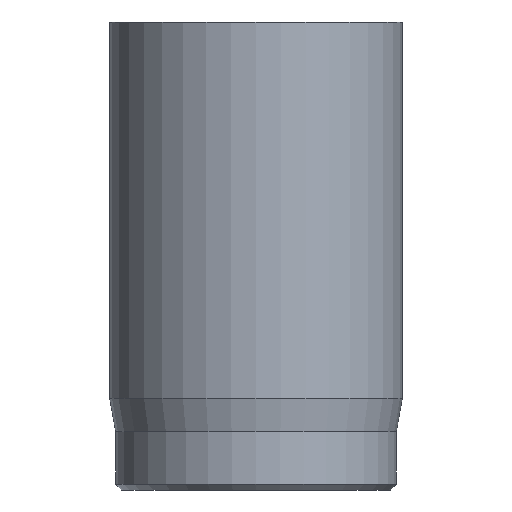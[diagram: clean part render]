
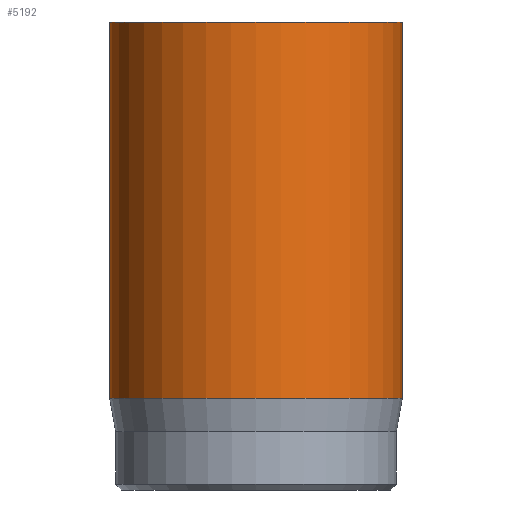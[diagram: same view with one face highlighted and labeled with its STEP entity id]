
A CAD part, front view. The second image highlights one B-rep face of the part: STEP entity #5192.
In plain terms, the highlighted cylindrical face has radius 2.5 mm (diameter 5 mm), a full revolution.
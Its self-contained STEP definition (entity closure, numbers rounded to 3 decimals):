
#31=CYLINDRICAL_SURFACE('',#5400,2.5);
#44=CIRCLE('',#5376,2.5);
#55=CIRCLE('',#5398,2.5);
#56=CIRCLE('',#5399,2.5);
#807=FACE_OUTER_BOUND('',#1108,.T.);
#1108=EDGE_LOOP('',(#4705,#4706,#4707,#4708,#4709));
#1534=LINE('',#9637,#1971);
#1971=VECTOR('',#6085,2.5);
#2473=VERTEX_POINT('',#9593);
#2484=VERTEX_POINT('',#9631);
#2485=VERTEX_POINT('',#9632);
#3217=EDGE_CURVE('',#2473,#2473,#44,.T.);
#3233=EDGE_CURVE('',#2484,#2485,#55,.T.);
#3234=EDGE_CURVE('',#2485,#2484,#56,.T.);
#3236=EDGE_CURVE('',#2473,#2484,#1534,.T.);
#4705=ORIENTED_EDGE('',*,*,#3217,.T.);
#4706=ORIENTED_EDGE('',*,*,#3236,.T.);
#4707=ORIENTED_EDGE('',*,*,#3233,.T.);
#4708=ORIENTED_EDGE('',*,*,#3234,.T.);
#4709=ORIENTED_EDGE('',*,*,#3236,.F.);
#5192=ADVANCED_FACE('',(#807),#31,.T.);
#5376=AXIS2_PLACEMENT_3D('',#9594,#6029,#6030);
#5398=AXIS2_PLACEMENT_3D('',#9633,#6078,#6079);
#5399=AXIS2_PLACEMENT_3D('',#9634,#6080,#6081);
#5400=AXIS2_PLACEMENT_3D('',#9636,#6083,#6084);
#6029=DIRECTION('center_axis',(0.,0.,-1.));
#6030=DIRECTION('ref_axis',(-1.,0.,0.));
#6078=DIRECTION('center_axis',(0.,0.,1.));
#6079=DIRECTION('ref_axis',(-1.,0.,0.));
#6080=DIRECTION('center_axis',(0.,0.,1.));
#6081=DIRECTION('ref_axis',(-1.,0.,0.));
#6083=DIRECTION('center_axis',(0.,0.,1.));
#6084=DIRECTION('ref_axis',(-1.,0.,0.));
#6085=DIRECTION('',(0.,0.,-1.));
#9593=CARTESIAN_POINT('',(2.5,0.,8.));
#9594=CARTESIAN_POINT('Origin',(0.,0.,8.));
#9631=CARTESIAN_POINT('',(2.5,0.,1.567));
#9632=CARTESIAN_POINT('',(-2.5,0.,1.567));
#9633=CARTESIAN_POINT('Origin',(0.,0.,1.567));
#9634=CARTESIAN_POINT('Origin',(0.,0.,1.567));
#9636=CARTESIAN_POINT('Origin',(0.,0.,0.));
#9637=CARTESIAN_POINT('',(2.5,0.,0.));
